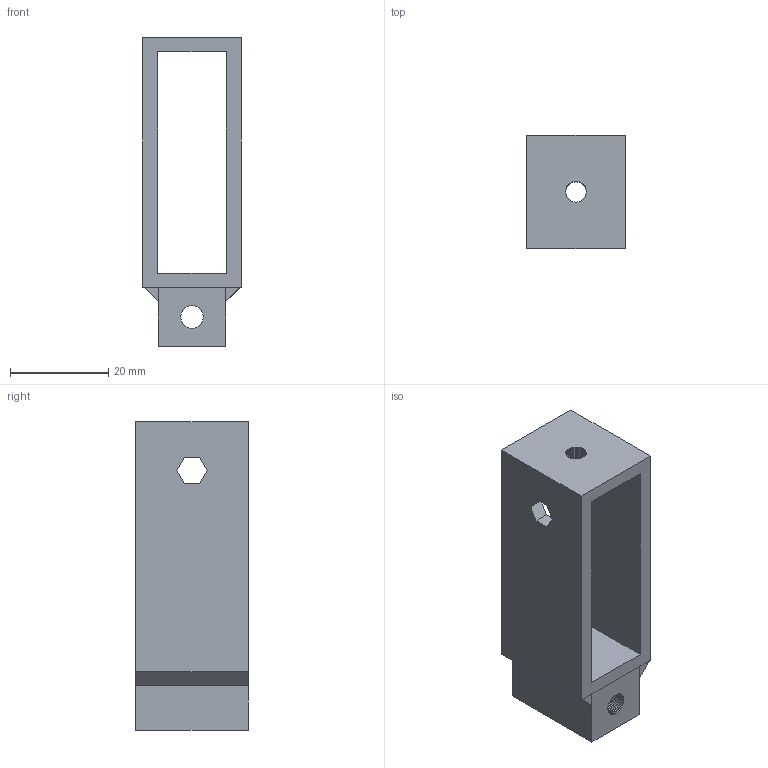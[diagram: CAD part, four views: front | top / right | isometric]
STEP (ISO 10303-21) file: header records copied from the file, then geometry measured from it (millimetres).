
FILE_DESCRIPTION(('FreeCAD Model'),'2;1');
FILE_NAME('test.step','2019-05-26T19:05:17',( 'Author'),(''),'Open CASCADE STEP processor 7.3','FreeCAD','Unknown' );
FILE_SCHEMA(('AUTOMOTIVE_DESIGN { 1 0 10303 214 1 1 1 1 }'));
Length unit declared in the file: millimetre
Products named in the file (1): difference
Bounding box: 20 x 23 x 63 mm (x, y, z)
Volume: 11130.1 mm3; surface area: 8329.6 mm2
Topology: 1 solids, 1 shells, 423 faces, 1258 edges, 838 vertices
Faces by surface type: plane 423
Entity records: 31851 total; most frequent: CARTESIAN_POINT 6424, DIRECTION 3234, ORIENTED_EDGE 2516, PCURVE 2516, DEFINITIONAL_REPRESENTATION 2516, LINE 2386, VECTOR 2386, B_SPLINE_CURVE_WITH_KNOTS 1388
